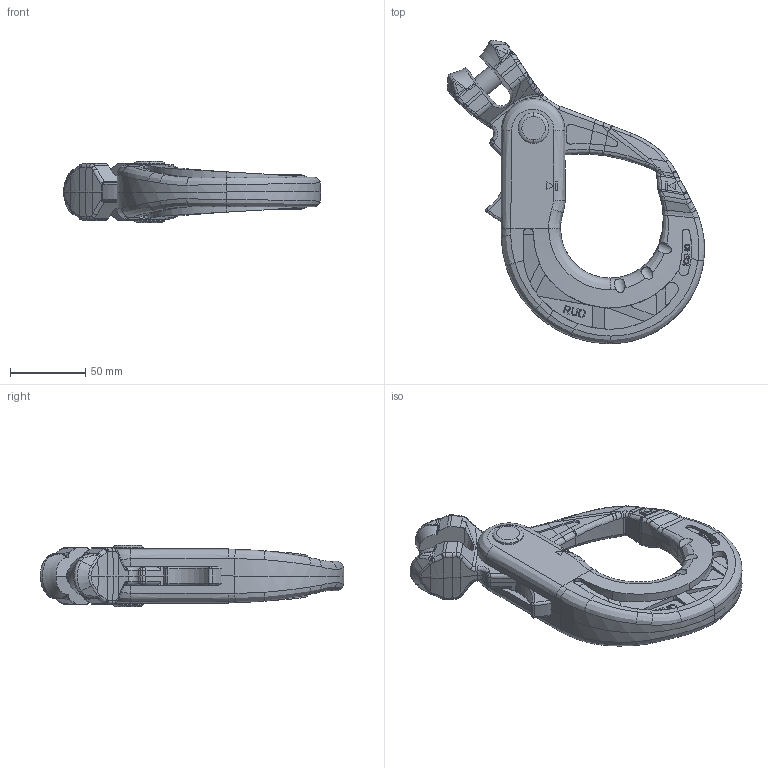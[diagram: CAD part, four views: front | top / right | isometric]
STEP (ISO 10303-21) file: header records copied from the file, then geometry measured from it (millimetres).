
FILE_DESCRIPTION((''),'2;1');
FILE_NAME('001-M33114-P-1_ASM','2012-01-30T',('Marcel.Bux'),(''),'PRO/ENGINEER BY PARAMETRIC TECHNOLOGY CORPORATION, 2010140','PRO/ENGINEER BY PARAMETRIC TECHNOLOGY CORPORATION, 2010140','');
FILE_SCHEMA(('CONFIG_CONTROL_DESIGN'));
Length unit declared in the file: millimetre
Products named in the file (3): 001-M33114-P-2; 001-M33114-P-3; 001-M33114-P-1_ASM
Assembly tree (2 placements, depth 2):
  001-M33114-P-1_ASM
    001-M33114-P-2
    001-M33114-P-3
Bounding box: 171.38 x 202.37 x 40.69 mm (x, y, z)
Volume: 326127.6 mm3; surface area: 66560.4 mm2
Topology: 2 solids, 2 shells, 823 faces, 2091 edges, 1289 vertices
Faces by surface type: plane 342, bspline 237, cylinder 164, cone 36, torus 26, sphere 16, extrusion 2
Entity records: 36598 total; most frequent: CARTESIAN_POINT 19133, ORIENTED_EDGE 4182, DIRECTION 2795, EDGE_CURVE 2091, VERTEX_POINT 1289, AXIS2_PLACEMENT_3D 990, B_SPLINE_CURVE_WITH_KNOTS 879, EDGE_LOOP 844
